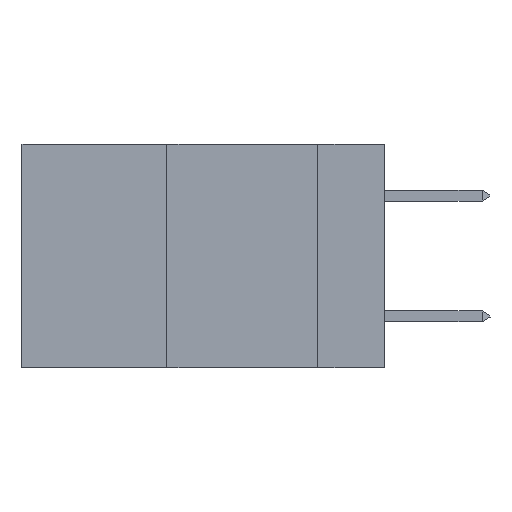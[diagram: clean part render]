
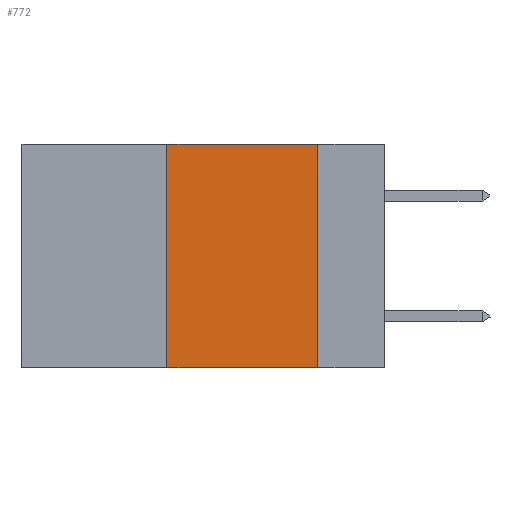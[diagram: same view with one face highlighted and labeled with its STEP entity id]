
A CAD part, left-side view. The second image highlights one B-rep face of the part: STEP entity #772.
In plain terms, the highlighted planar face has unit normal (-1, 0, 0).
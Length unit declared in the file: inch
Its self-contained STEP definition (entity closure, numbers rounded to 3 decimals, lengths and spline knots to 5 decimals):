
#33 = AXIS2_PLACEMENT_3D ( 'NONE', #15705, #15853, #15923 ) ;
#528 = CARTESIAN_POINT ( 'NONE',  ( 0., 0.11, 0. ) ) ;
#772 = ADVANCED_FACE ( 'NONE', ( #14475 ), #15325, .F. ) ;
#839 = VECTOR ( 'NONE', #15955, 39.37008 ) ;
#1202 = CARTESIAN_POINT ( 'NONE',  ( 0., 0.36, -0.37 ) ) ;
#1635 = ORIENTED_EDGE ( 'NONE', *, *, #18455, .F. ) ;
#1900 = ORIENTED_EDGE ( 'NONE', *, *, #2559, .T. ) ;
#1920 = CARTESIAN_POINT ( 'NONE',  ( 0., 0.36, 0. ) ) ;
#2559 = EDGE_CURVE ( 'NONE', #6021, #8539, #20693, .T. ) ;
#3335 = ORIENTED_EDGE ( 'NONE', *, *, #21187, .F. ) ;
#3677 = VECTOR ( 'NONE', #13453, 39.37008 ) ;
#3925 = ORIENTED_EDGE ( 'NONE', *, *, #22354, .F. ) ;
#4748 = CARTESIAN_POINT ( 'NONE',  ( 0., 0.11, 0. ) ) ;
#6021 = VERTEX_POINT ( 'NONE', #1202 ) ;
#7189 = CARTESIAN_POINT ( 'NONE',  ( 0., 0.11, -0.37 ) ) ;
#8539 = VERTEX_POINT ( 'NONE', #7189 ) ;
#10415 = DIRECTION ( 'NONE',  ( 0., -1., 0. ) ) ;
#10939 = CARTESIAN_POINT ( 'NONE',  ( 0., 0.6, -0.37 ) ) ;
#12886 = LINE ( 'NONE', #1920, #17030 ) ;
#13453 = DIRECTION ( 'NONE',  ( 0., 0., -1. ) ) ;
#13459 = LINE ( 'NONE', #528, #3677 ) ;
#13925 = CARTESIAN_POINT ( 'NONE',  ( 0., 0.6, 0. ) ) ;
#14057 = VECTOR ( 'NONE', #10415, 39.37008 ) ;
#14475 = FACE_OUTER_BOUND ( 'NONE', #23164, .T. ) ;
#15325 = PLANE ( 'NONE',  #33 ) ;
#15705 = CARTESIAN_POINT ( 'NONE',  ( 0., 0.6, 0. ) ) ;
#15853 = DIRECTION ( 'NONE',  ( 1., 0., 0. ) ) ;
#15923 = DIRECTION ( 'NONE',  ( 0., 0., -1. ) ) ;
#15955 = DIRECTION ( 'NONE',  ( 0., -1., 0. ) ) ;
#16412 = VERTEX_POINT ( 'NONE', #18321 ) ;
#16585 = DIRECTION ( 'NONE',  ( 0., 0., 1. ) ) ;
#17030 = VECTOR ( 'NONE', #16585, 39.37008 ) ;
#18321 = CARTESIAN_POINT ( 'NONE',  ( 0., 0.36, 0. ) ) ;
#18455 = EDGE_CURVE ( 'NONE', #16412, #20789, #18710, .T. ) ;
#18710 = LINE ( 'NONE', #13925, #14057 ) ;
#20693 = LINE ( 'NONE', #10939, #839 ) ;
#20789 = VERTEX_POINT ( 'NONE', #4748 ) ;
#21187 = EDGE_CURVE ( 'NONE', #20789, #8539, #13459, .T. ) ;
#22354 = EDGE_CURVE ( 'NONE', #6021, #16412, #12886, .T. ) ;
#23164 = EDGE_LOOP ( 'NONE', ( #3335, #1635, #3925, #1900 ) ) ;
